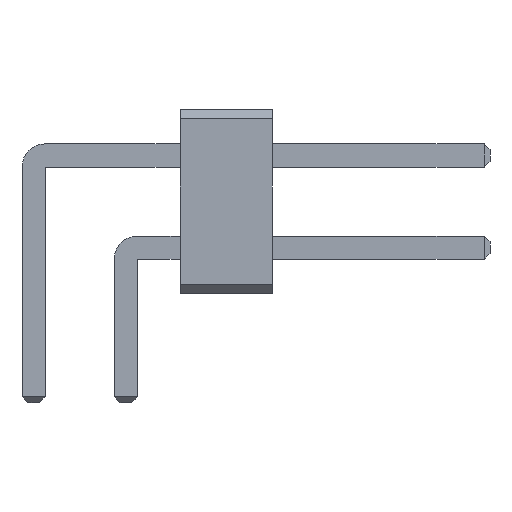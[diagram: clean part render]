
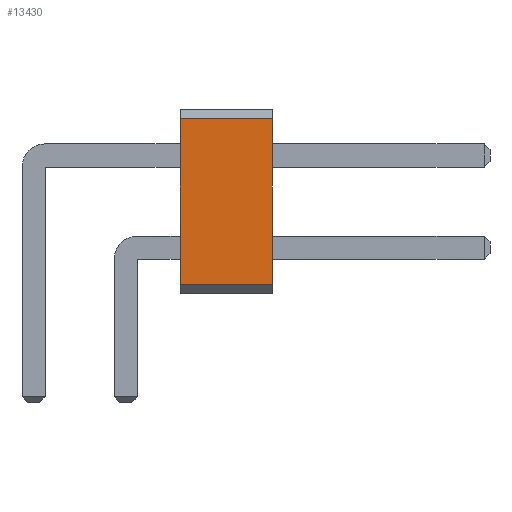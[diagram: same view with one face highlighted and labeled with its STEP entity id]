
A CAD part, front view. The second image highlights one B-rep face of the part: STEP entity #13430.
In plain terms, the highlighted planar face has unit normal (0, -1, 0).
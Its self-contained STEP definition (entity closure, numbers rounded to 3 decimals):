
#1078 = VERTEX_POINT('',#1079);
#1079 = CARTESIAN_POINT('',(4.04,-100.33,4.826));
#1085 = EDGE_CURVE('',#1086,#1078,#1088,.T.);
#1086 = VERTEX_POINT('',#1087);
#1087 = CARTESIAN_POINT('',(4.04,-100.33,0.254));
#1088 = LINE('',#1089,#1090);
#1089 = CARTESIAN_POINT('',(4.04,-100.33,0.254));
#1090 = VECTOR('',#1091,1.);
#1091 = DIRECTION('',(0.,0.,1.));
#5719 = VERTEX_POINT('',#5720);
#5720 = CARTESIAN_POINT('',(6.58,-100.33,4.826));
#5726 = EDGE_CURVE('',#5727,#5719,#5729,.T.);
#5727 = VERTEX_POINT('',#5728);
#5728 = CARTESIAN_POINT('',(6.58,-100.33,0.254));
#5729 = LINE('',#5730,#5731);
#5730 = CARTESIAN_POINT('',(6.58,-100.33,0.254));
#5731 = VECTOR('',#5732,1.);
#5732 = DIRECTION('',(0.,0.,1.));
#13402 = EDGE_CURVE('',#1086,#5727,#13403,.T.);
#13403 = LINE('',#13404,#13405);
#13404 = CARTESIAN_POINT('',(4.04,-100.33,0.254));
#13405 = VECTOR('',#13406,1.);
#13406 = DIRECTION('',(1.,0.,0.));
#13430 = ADVANCED_FACE('',(#13431),#13442,.T.);
#13431 = FACE_BOUND('',#13432,.T.);
#13432 = EDGE_LOOP('',(#13433,#13434,#13435,#13441));
#13433 = ORIENTED_EDGE('',*,*,#13402,.T.);
#13434 = ORIENTED_EDGE('',*,*,#5726,.T.);
#13435 = ORIENTED_EDGE('',*,*,#13436,.F.);
#13436 = EDGE_CURVE('',#1078,#5719,#13437,.T.);
#13437 = LINE('',#13438,#13439);
#13438 = CARTESIAN_POINT('',(4.04,-100.33,4.826));
#13439 = VECTOR('',#13440,1.);
#13440 = DIRECTION('',(1.,0.,0.));
#13441 = ORIENTED_EDGE('',*,*,#1085,.F.);
#13442 = PLANE('',#13443);
#13443 = AXIS2_PLACEMENT_3D('',#13444,#13445,#13446);
#13444 = CARTESIAN_POINT('',(4.04,-100.33,0.254));
#13445 = DIRECTION('',(0.,-1.,0.));
#13446 = DIRECTION('',(0.,0.,1.));
